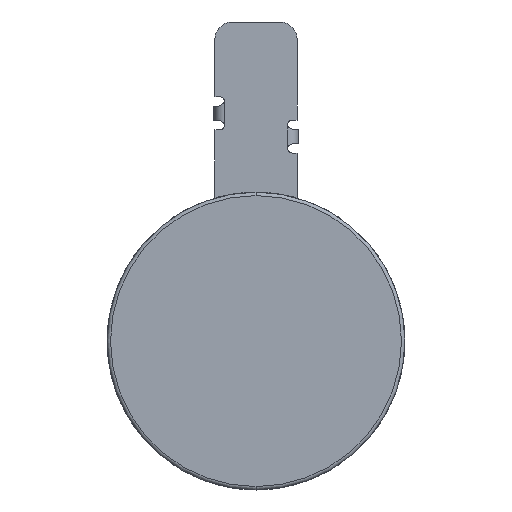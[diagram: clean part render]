
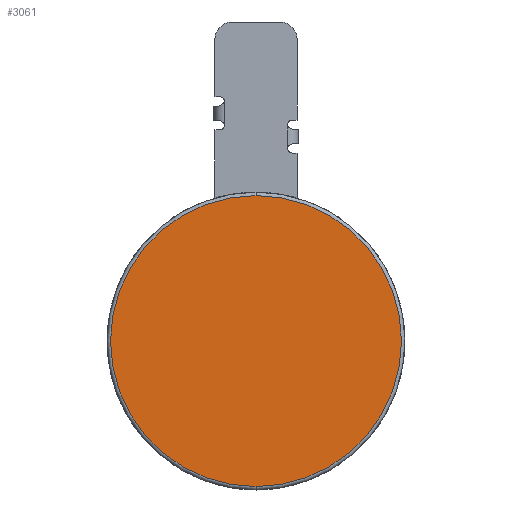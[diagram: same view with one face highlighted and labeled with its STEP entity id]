
A CAD part, front view. The second image highlights one B-rep face of the part: STEP entity #3061.
In plain terms, the highlighted planar face has unit normal (0, -1, 0).
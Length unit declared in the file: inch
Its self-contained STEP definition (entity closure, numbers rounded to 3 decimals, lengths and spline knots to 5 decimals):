
#130 = AXIS2_PLACEMENT_3D ( 'NONE', #3025, #434, #2418 ) ;
#283 = FACE_OUTER_BOUND ( 'NONE', #405, .T. ) ;
#405 = EDGE_LOOP ( 'NONE', ( #3473, #1707 ) ) ;
#434 = DIRECTION ( 'NONE',  ( 0., -1., 0. ) ) ;
#746 = CARTESIAN_POINT ( 'NONE',  ( 0., 0., -0.41732 ) ) ;
#1138 = CARTESIAN_POINT ( 'NONE',  ( 0., 0., 0.41732 ) ) ;
#1365 = CIRCLE ( 'NONE', #130, 0.41732 ) ;
#1413 = CARTESIAN_POINT ( 'NONE',  ( 0.42717, 0., 0. ) ) ;
#1457 = VERTEX_POINT ( 'NONE', #746 ) ;
#1707 = ORIENTED_EDGE ( 'NONE', *, *, #3656, .T. ) ;
#1952 = DIRECTION ( 'NONE',  ( 0., 0., -1. ) ) ;
#2164 = DIRECTION ( 'NONE',  ( 0., 0., -1. ) ) ;
#2269 = EDGE_CURVE ( 'NONE', #1457, #2342, #3232, .T. ) ;
#2323 = AXIS2_PLACEMENT_3D ( 'NONE', #1413, #3371, #1952 ) ;
#2342 = VERTEX_POINT ( 'NONE', #1138 ) ;
#2418 = DIRECTION ( 'NONE',  ( 0., 0., -1. ) ) ;
#3025 = CARTESIAN_POINT ( 'NONE',  ( 0., 0., 0. ) ) ;
#3061 = ADVANCED_FACE ( 'NONE', ( #283 ), #3412, .T. ) ;
#3232 = CIRCLE ( 'NONE', #3631, 0.41732 ) ;
#3320 = CARTESIAN_POINT ( 'NONE',  ( 0., 0., 0. ) ) ;
#3371 = DIRECTION ( 'NONE',  ( 0., -1., 0. ) ) ;
#3412 = PLANE ( 'NONE',  #2323 ) ;
#3473 = ORIENTED_EDGE ( 'NONE', *, *, #2269, .T. ) ;
#3608 = DIRECTION ( 'NONE',  ( 0., -1., 0. ) ) ;
#3631 = AXIS2_PLACEMENT_3D ( 'NONE', #3320, #3608, #2164 ) ;
#3656 = EDGE_CURVE ( 'NONE', #2342, #1457, #1365, .T. ) ;
